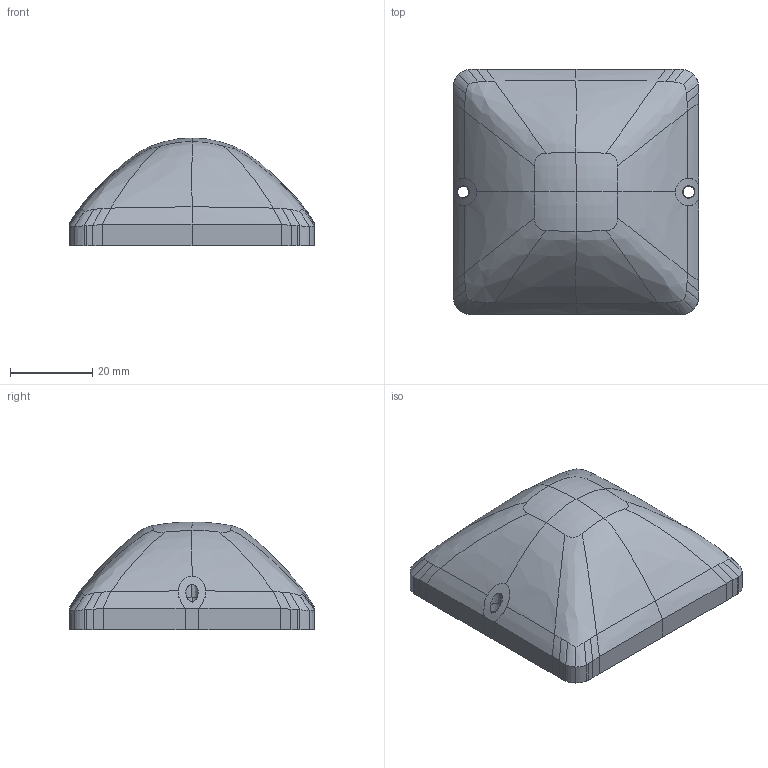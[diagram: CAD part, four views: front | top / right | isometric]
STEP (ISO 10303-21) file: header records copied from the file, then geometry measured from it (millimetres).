
FILE_DESCRIPTION(('CATIA V5 STEP Exchange','CAx-IF Rec.Pracs.--- Model Styling and Organization---1.4--- 2014-01-23'),'2;1');
FILE_NAME('069589.stp','2020-10-21T09:44:13+00:00',('none'),('none'),'CATIA Version 5-6 Release 2017 SP5','CATIA V5 STEP AP214','none');
FILE_SCHEMA(('AUTOMOTIVE_DESIGN { 1 0 10303 214 1 1 1 1 }'));
Length unit declared in the file: millimetre
Products named in the file (1): Part13
Bounding box: 59.6 x 59.62 x 26.22 mm (x, y, z)
Surface area: 9724.8 mm2 (no closed solid volume)
Topology: 0 solids, 1 shells, 111 faces, 304 edges, 190 vertices
Faces by surface type: bspline 60, extrusion 42, torus 4, cone 4, plane 1
Entity records: 11357 total; most frequent: CARTESIAN_POINT 9209, ORIENTED_EDGE 592, EDGE_CURVE 304, B_SPLINE_CURVE_WITH_KNOTS 289, VERTEX_POINT 190, DIRECTION 119, EDGE_LOOP 115, ADVANCED_FACE 111
